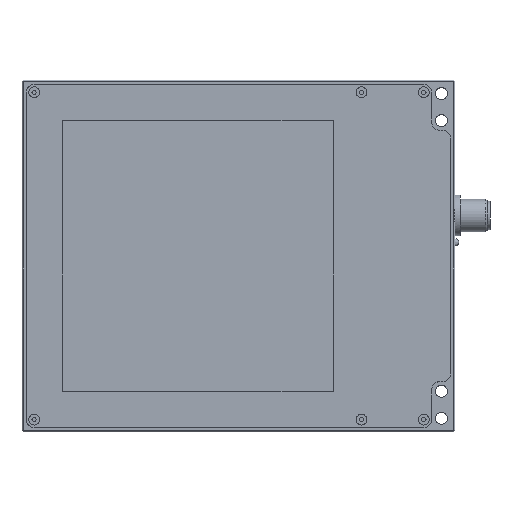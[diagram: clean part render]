
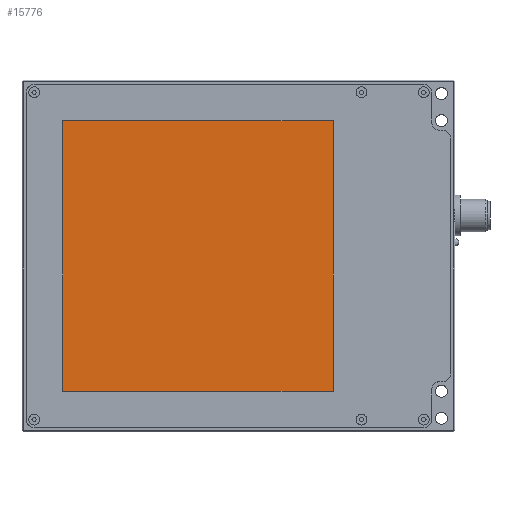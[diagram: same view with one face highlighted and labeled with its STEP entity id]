
A CAD part, top view. The second image highlights one B-rep face of the part: STEP entity #15776.
In plain terms, the highlighted planar face has unit normal (0, 0, 1).
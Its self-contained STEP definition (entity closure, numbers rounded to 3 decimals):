
#1255=LINE($,#24938,#2904);
#1259=LINE($,#24946,#2908);
#1262=LINE($,#24952,#2911);
#1265=LINE($,#24957,#2914);
#2904=VECTOR($,#20483,100.);
#2908=VECTOR($,#20489,100.);
#2911=VECTOR($,#20494,100.);
#2914=VECTOR($,#20499,100.);
#4774=FACE_OUTER_BOUND($,#6097,.T.);
#6097=EDGE_LOOP($,(#13622,#13623,#13624,#13625));
#7718=VERTEX_POINT($,#24936);
#7719=VERTEX_POINT($,#24937);
#7722=VERTEX_POINT($,#24945);
#7724=VERTEX_POINT($,#24951);
#9537=EDGE_CURVE($,#7718,#7719,#1255,.T.);
#9541=EDGE_CURVE($,#7722,#7718,#1259,.T.);
#9544=EDGE_CURVE($,#7719,#7724,#1262,.T.);
#9547=EDGE_CURVE($,#7724,#7722,#1265,.T.);
#13622=ORIENTED_EDGE($,*,*,#9541,.T.);
#13623=ORIENTED_EDGE($,*,*,#9537,.T.);
#13624=ORIENTED_EDGE($,*,*,#9544,.T.);
#13625=ORIENTED_EDGE($,*,*,#9547,.T.);
#14782=PLANE($,#17107);
#15776=ADVANCED_FACE($,(#4774),#14782,.F.);
#17107=AXIS2_PLACEMENT_3D($,#25613,#21138,#21139);
#20483=DIRECTION($,(-1.,0.,0.));
#20489=DIRECTION($,(0.,1.,0.));
#20494=DIRECTION($,(0.,-1.,0.));
#20499=DIRECTION($,(1.,0.,0.));
#21138=DIRECTION('center_axis',(0.,0.,-1.));
#21139=DIRECTION('ref_axis',(1.,0.,0.));
#24936=CARTESIAN_POINT('',(-45.,115.,14.));
#24937=CARTESIAN_POINT('',(-145.,115.,14.));
#24938=CARTESIAN_POINT($,(-45.,115.,14.));
#24945=CARTESIAN_POINT('',(-45.,15.,14.));
#24946=CARTESIAN_POINT($,(-45.,15.,14.));
#24951=CARTESIAN_POINT('',(-145.,15.,14.));
#24952=CARTESIAN_POINT($,(-145.,115.,14.));
#24957=CARTESIAN_POINT($,(-145.,15.,14.));
#25613=CARTESIAN_POINT('Origin',(-95.,65.,14.));
